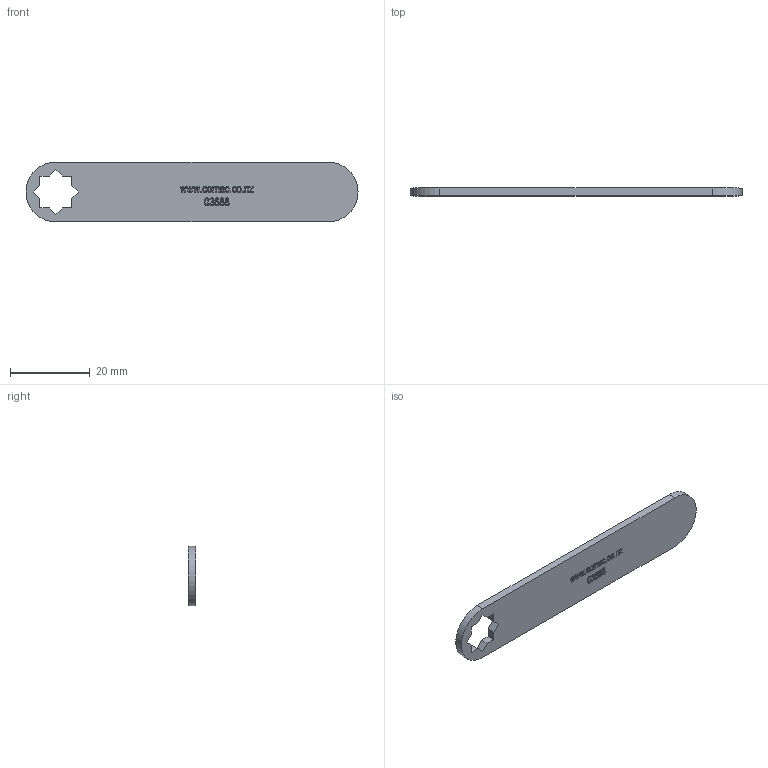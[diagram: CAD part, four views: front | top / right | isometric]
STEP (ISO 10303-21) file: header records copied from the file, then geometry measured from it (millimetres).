
FILE_DESCRIPTION (( 'STEP AP214' ), '1' );
FILE_NAME ('03688-Cam Latch Bar Zinc 76mm.STEP', '2018-09-23T22:59:51', ( '' ), ( '' ), 'SwSTEP 2.0', 'SolidWorks 2018', '' );
FILE_SCHEMA (( 'AUTOMOTIVE_DESIGN' ));
Length unit declared in the file: millimetre
Products named in the file (1): 03688-Cam Latch Bar Zinc 76mm
Bounding box: 83.5 x 2 x 15 mm (x, y, z)
Volume: 2254.8 mm3; surface area: 2739.2 mm2
Topology: 1 solids, 1 shells, 298 faces, 801 edges, 534 vertices
Faces by surface type: plane 161, bspline 135, cylinder 2
Entity records: 16773 total; most frequent: CARTESIAN_POINT 10185, ORIENTED_EDGE 1602, DIRECTION 863, EDGE_CURVE 801, VERTEX_POINT 534, VECTOR 527, LINE 527, EDGE_LOOP 329
